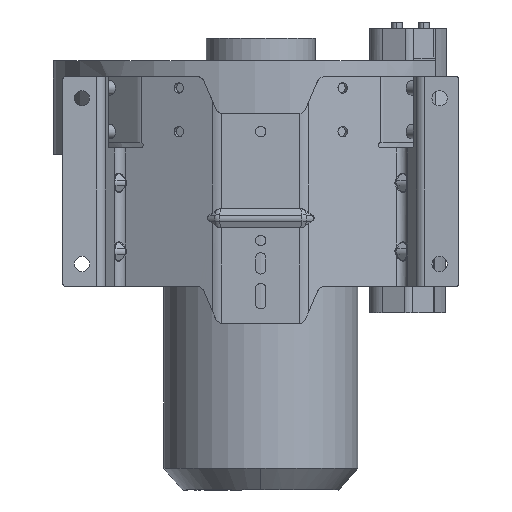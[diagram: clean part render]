
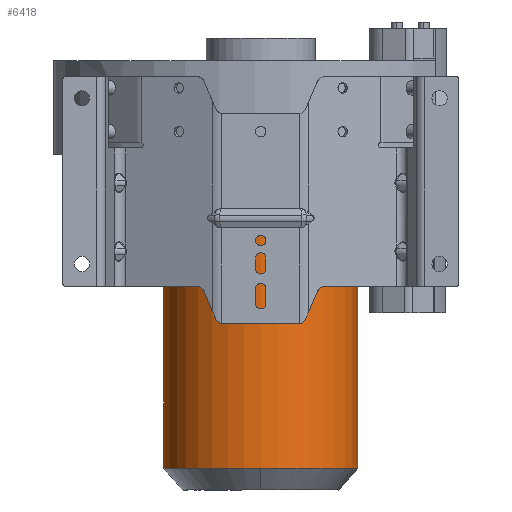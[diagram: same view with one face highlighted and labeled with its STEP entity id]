
A CAD part, front view. The second image highlights one B-rep face of the part: STEP entity #6418.
In plain terms, the highlighted cylindrical face has radius 89 mm (diameter 178 mm), a partial arc.
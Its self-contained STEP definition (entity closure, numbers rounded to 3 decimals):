
#539 = DIRECTION ( 'NONE',  ( 0., 0., -1. ) ) ;
#1925 = DIRECTION ( 'NONE',  ( 0., 0., -1. ) ) ;
#1997 = CARTESIAN_POINT ( 'NONE',  ( 0., 0., -40.8 ) ) ;
#2477 = EDGE_CURVE ( 'NONE', #10738, #13092, #9645, .T. ) ;
#3186 = DIRECTION ( 'NONE',  ( 0., 0., -1. ) ) ;
#3541 = EDGE_CURVE ( 'NONE', #16910, #3799, #9424, .T. ) ;
#3799 = VERTEX_POINT ( 'NONE', #21296 ) ;
#4159 = AXIS2_PLACEMENT_3D ( 'NONE', #19838, #4969, #10731 ) ;
#4911 = CIRCLE ( 'NONE', #19057, 89. ) ;
#4969 = DIRECTION ( 'NONE',  ( 0., 0., -1. ) ) ;
#5432 = VERTEX_POINT ( 'NONE', #12001 ) ;
#6071 = CIRCLE ( 'NONE', #4159, 89. ) ;
#6418 = ADVANCED_FACE ( 'NONE', ( #18414 ), #9170, .T. ) ;
#6980 = EDGE_CURVE ( 'NONE', #5432, #10738, #4911, .T. ) ;
#7053 = DIRECTION ( 'NONE',  ( 1., 0., 0. ) ) ;
#7482 = DIRECTION ( 'NONE',  ( 0., 0., -1. ) ) ;
#7959 = EDGE_CURVE ( 'NONE', #3799, #13092, #6071, .T. ) ;
#9170 = CYLINDRICAL_SURFACE ( 'NONE', #9485, 89. ) ;
#9424 = CIRCLE ( 'NONE', #11710, 89. ) ;
#9485 = AXIS2_PLACEMENT_3D ( 'NONE', #1997, #7482, #14796 ) ;
#9645 = LINE ( 'NONE', #16944, #23612 ) ;
#10731 = DIRECTION ( 'NONE',  ( 1., 0., 0. ) ) ;
#10738 = VERTEX_POINT ( 'NONE', #23576 ) ;
#11207 = ORIENTED_EDGE ( 'NONE', *, *, #6980, .T. ) ;
#11538 = ORIENTED_EDGE ( 'NONE', *, *, #2477, .T. ) ;
#11710 = AXIS2_PLACEMENT_3D ( 'NONE', #12808, #1925, #7053 ) ;
#12001 = CARTESIAN_POINT ( 'NONE',  ( 89., 0., -40.8 ) ) ;
#12658 = DIRECTION ( 'NONE',  ( 1., 0., 0. ) ) ;
#12808 = CARTESIAN_POINT ( 'NONE',  ( 0., 0., -328.699 ) ) ;
#13092 = VERTEX_POINT ( 'NONE', #13786 ) ;
#13786 = CARTESIAN_POINT ( 'NONE',  ( -89., 0., -328.699 ) ) ;
#14122 = CARTESIAN_POINT ( 'NONE',  ( 89., 0., -328.699 ) ) ;
#14796 = DIRECTION ( 'NONE',  ( -1., 0., 0. ) ) ;
#15093 = EDGE_CURVE ( 'NONE', #5432, #16910, #16362, .T. ) ;
#16243 = CARTESIAN_POINT ( 'NONE',  ( 0., 0., -40.8 ) ) ;
#16362 = LINE ( 'NONE', #17922, #18282 ) ;
#16910 = VERTEX_POINT ( 'NONE', #14122 ) ;
#16944 = CARTESIAN_POINT ( 'NONE',  ( -89., 0., -40.8 ) ) ;
#17802 = ORIENTED_EDGE ( 'NONE', *, *, #15093, .F. ) ;
#17922 = CARTESIAN_POINT ( 'NONE',  ( 89., 0., -40.8 ) ) ;
#17937 = DIRECTION ( 'NONE',  ( 0., 0., -1. ) ) ;
#18282 = VECTOR ( 'NONE', #3186, 1000. ) ;
#18414 = FACE_OUTER_BOUND ( 'NONE', #22664, .T. ) ;
#19057 = AXIS2_PLACEMENT_3D ( 'NONE', #16243, #17937, #12658 ) ;
#19838 = CARTESIAN_POINT ( 'NONE',  ( 0., 0., -328.699 ) ) ;
#20920 = ORIENTED_EDGE ( 'NONE', *, *, #3541, .F. ) ;
#21296 = CARTESIAN_POINT ( 'NONE',  ( 0., -89., -328.699 ) ) ;
#22001 = ORIENTED_EDGE ( 'NONE', *, *, #7959, .F. ) ;
#22664 = EDGE_LOOP ( 'NONE', ( #17802, #11207, #11538, #22001, #20920 ) ) ;
#23576 = CARTESIAN_POINT ( 'NONE',  ( -89., 0., -40.8 ) ) ;
#23612 = VECTOR ( 'NONE', #539, 1000. ) ;
